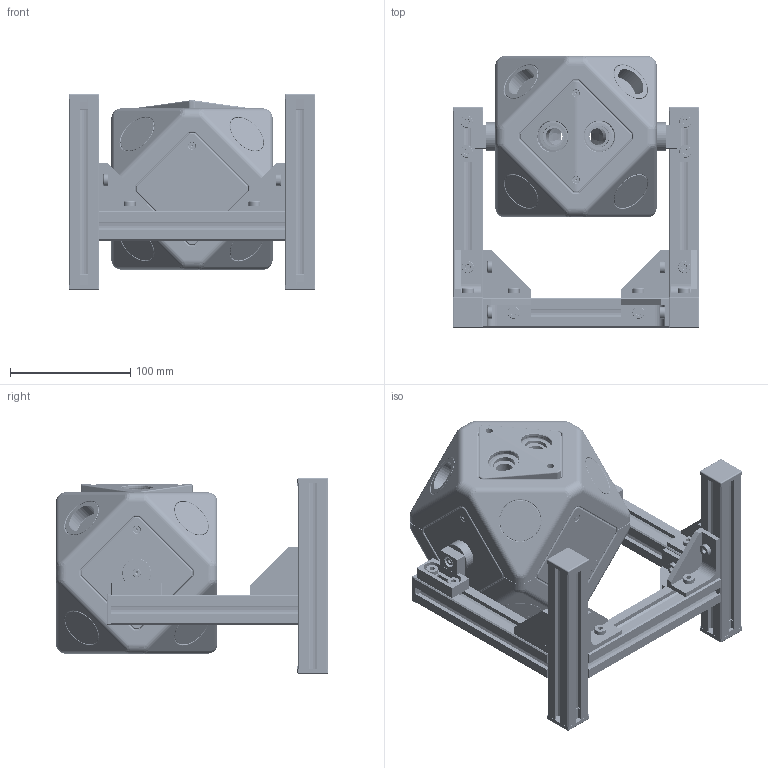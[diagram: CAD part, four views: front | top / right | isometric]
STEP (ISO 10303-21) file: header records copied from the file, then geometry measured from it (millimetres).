
FILE_DESCRIPTION (( 'STEP AP214' ), '1' );
FILE_NAME ('19.11.08_4P4_Four Inch IS PM Config WEB .STEP', '2019-11-08T08:32:38', ( '' ), ( '' ), 'SwSTEP 2.0', 'SolidWorks 2018', '' );
FILE_SCHEMA (( 'AUTOMOTIVE_DESIGN' ));
Length unit declared in the file: millimetre
Products named in the file (1): 19.11.08_4P4_Four Inch IS PM Config WEB 
Bounding box: 205.39 x 226.3 x 163 mm (x, y, z)
Surface area: 640123.5 mm2 (no closed solid volume)
Topology: 0 solids, 159 shells, 10565 faces, 27588 edges, 17638 vertices
Faces by surface type: plane 6130, cylinder 1845, bspline 1566, cone 652, sphere 192, torus 180
Entity records: 505419 total; most frequent: CARTESIAN_POINT 140751, ORIENTED_EDGE 54644, DIRECTION 45615, EDGE_CURVE 27428, VECTOR 18965, LINE 18965, VERTEX_POINT 17634, AXIS2_PLACEMENT_3D 13325
